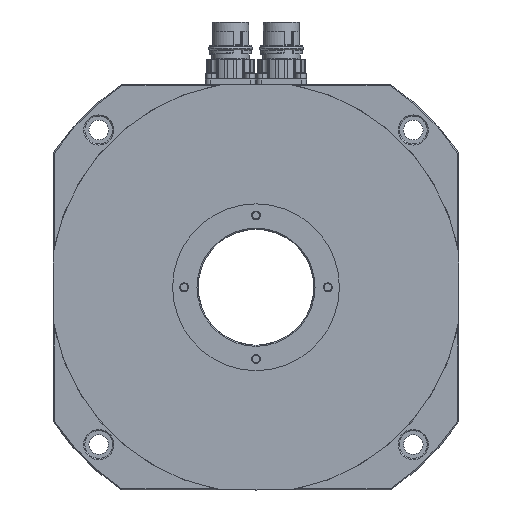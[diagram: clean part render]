
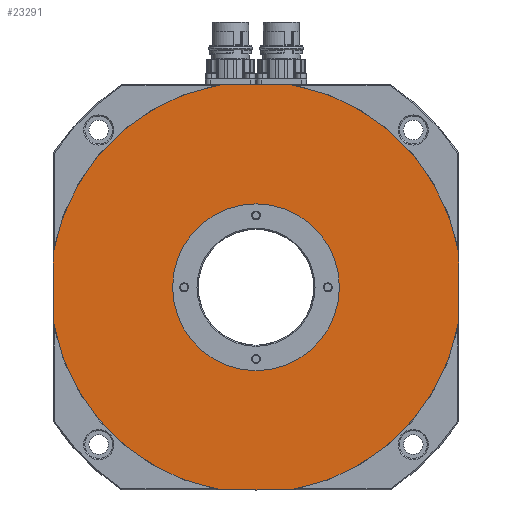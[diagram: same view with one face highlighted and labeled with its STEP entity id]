
A CAD part, left-side view. The second image highlights one B-rep face of the part: STEP entity #23291.
In plain terms, the highlighted planar face has unit normal (-1, 0, 0).
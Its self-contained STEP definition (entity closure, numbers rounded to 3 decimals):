
#2713 = LINE ( 'NONE', #2980, #50067 ) ;
#2980 = CARTESIAN_POINT ( 'NONE',  ( -39.5, -87.5, 87.5 ) ) ;
#5164 = DIRECTION ( 'NONE',  ( -1., 0., 0. ) ) ;
#5463 = EDGE_CURVE ( 'NONE', #52446, #31115, #72905, .T. ) ;
#7085 = EDGE_LOOP ( 'NONE', ( #101038, #104255, #17180, #65629, #40553, #82401, #109026, #67967 ) ) ;
#7118 = VECTOR ( 'NONE', #97830, 1000. ) ;
#10189 = DIRECTION ( 'NONE',  ( -1., 0., 0. ) ) ;
#11362 = DIRECTION ( 'NONE',  ( 0., 0., 1. ) ) ;
#13962 = DIRECTION ( 'NONE',  ( 0., -1., 0. ) ) ;
#15051 = DIRECTION ( 'NONE',  ( -1., 0., 0. ) ) ;
#16553 = DIRECTION ( 'NONE',  ( 0., 0., -1. ) ) ;
#17180 = ORIENTED_EDGE ( 'NONE', *, *, #82674, .T. ) ;
#18053 = PLANE ( 'NONE',  #24064 ) ;
#18065 = CARTESIAN_POINT ( 'NONE',  ( -39.5, -14.843, -87.5 ) ) ;
#21423 = VERTEX_POINT ( 'NONE', #37894 ) ;
#23291 = ADVANCED_FACE ( 'NONE', ( #63307, #60410 ), #18053, .T. ) ;
#24064 = AXIS2_PLACEMENT_3D ( 'NONE', #34788, #116929, #109349 ) ;
#27120 = EDGE_LOOP ( 'NONE', ( #55084, #83313 ) ) ;
#29409 = CARTESIAN_POINT ( 'NONE',  ( -39.5, 0., 0. ) ) ;
#30581 = CARTESIAN_POINT ( 'NONE',  ( -39.5, 0., 0. ) ) ;
#31115 = VERTEX_POINT ( 'NONE', #78735 ) ;
#31260 = EDGE_CURVE ( 'NONE', #84644, #21423, #98097, .T. ) ;
#33018 = CARTESIAN_POINT ( 'NONE',  ( -39.5, 0., 0. ) ) ;
#34776 = AXIS2_PLACEMENT_3D ( 'NONE', #78853, #5164, #105335 ) ;
#34788 = CARTESIAN_POINT ( 'NONE',  ( -39.5, 0., 0. ) ) ;
#35420 = VERTEX_POINT ( 'NONE', #53597 ) ;
#36349 = VECTOR ( 'NONE', #16553, 1000. ) ;
#37331 = EDGE_CURVE ( 'NONE', #98463, #84644, #2713, .T. ) ;
#37853 = VERTEX_POINT ( 'NONE', #99045 ) ;
#37894 = CARTESIAN_POINT ( 'NONE',  ( -39.5, -14.843, 87.5 ) ) ;
#39096 = EDGE_CURVE ( 'NONE', #42544, #98463, #89582, .T. ) ;
#40486 = CARTESIAN_POINT ( 'NONE',  ( -39.5, -87.5, -14.843 ) ) ;
#40553 = ORIENTED_EDGE ( 'NONE', *, *, #47014, .T. ) ;
#41724 = AXIS2_PLACEMENT_3D ( 'NONE', #33018, #15051, #79126 ) ;
#42544 = VERTEX_POINT ( 'NONE', #18065 ) ;
#45122 = VECTOR ( 'NONE', #13962, 1000. ) ;
#47014 = EDGE_CURVE ( 'NONE', #107829, #42544, #50886, .T. ) ;
#50067 = VECTOR ( 'NONE', #102769, 1000. ) ;
#50886 = LINE ( 'NONE', #112929, #45122 ) ;
#51529 = EDGE_CURVE ( 'NONE', #21423, #52446, #55908, .T. ) ;
#52446 = VERTEX_POINT ( 'NONE', #90581 ) ;
#53342 = AXIS2_PLACEMENT_3D ( 'NONE', #65431, #10189, #11362 ) ;
#53597 = CARTESIAN_POINT ( 'NONE',  ( -39.5, 0., -36. ) ) ;
#53605 = LINE ( 'NONE', #59825, #36349 ) ;
#55084 = ORIENTED_EDGE ( 'NONE', *, *, #85765, .F. ) ;
#55908 = LINE ( 'NONE', #98229, #7118 ) ;
#57070 = AXIS2_PLACEMENT_3D ( 'NONE', #30581, #75541, #84681 ) ;
#59825 = CARTESIAN_POINT ( 'NONE',  ( -39.5, 87.5, 87.5 ) ) ;
#60410 = FACE_BOUND ( 'NONE', #27120, .T. ) ;
#61751 = EDGE_CURVE ( 'NONE', #37853, #107829, #97125, .T. ) ;
#63307 = FACE_OUTER_BOUND ( 'NONE', #7085, .T. ) ;
#64727 = DIRECTION ( 'NONE',  ( -1., 0., 0. ) ) ;
#65431 = CARTESIAN_POINT ( 'NONE',  ( -39.5, 0., 0. ) ) ;
#65629 = ORIENTED_EDGE ( 'NONE', *, *, #61751, .T. ) ;
#67636 = AXIS2_PLACEMENT_3D ( 'NONE', #29409, #64727, #111571 ) ;
#67967 = ORIENTED_EDGE ( 'NONE', *, *, #31260, .T. ) ;
#68393 = CIRCLE ( 'NONE', #41724, 36. ) ;
#72891 = DIRECTION ( 'NONE',  ( -1., 0., 0. ) ) ;
#72905 = CIRCLE ( 'NONE', #57070, 88.75 ) ;
#73699 = CARTESIAN_POINT ( 'NONE',  ( -39.5, 0., 0. ) ) ;
#75541 = DIRECTION ( 'NONE',  ( -1., 0., 0. ) ) ;
#78735 = CARTESIAN_POINT ( 'NONE',  ( -39.5, 87.5, 14.843 ) ) ;
#78853 = CARTESIAN_POINT ( 'NONE',  ( -39.5, 0., 0. ) ) ;
#79126 = DIRECTION ( 'NONE',  ( 0., 0., 1. ) ) ;
#82401 = ORIENTED_EDGE ( 'NONE', *, *, #39096, .T. ) ;
#82443 = DIRECTION ( 'NONE',  ( 0., 0., 1. ) ) ;
#82582 = CARTESIAN_POINT ( 'NONE',  ( -39.5, -87.5, 14.843 ) ) ;
#82674 = EDGE_CURVE ( 'NONE', #31115, #37853, #53605, .T. ) ;
#83313 = ORIENTED_EDGE ( 'NONE', *, *, #95991, .F. ) ;
#83585 = CARTESIAN_POINT ( 'NONE',  ( -39.5, 0., 36. ) ) ;
#84644 = VERTEX_POINT ( 'NONE', #82582 ) ;
#84681 = DIRECTION ( 'NONE',  ( 0., 0., 1. ) ) ;
#85765 = EDGE_CURVE ( 'NONE', #35420, #88624, #68393, .T. ) ;
#88624 = VERTEX_POINT ( 'NONE', #83585 ) ;
#89582 = CIRCLE ( 'NONE', #107328, 88.75 ) ;
#90581 = CARTESIAN_POINT ( 'NONE',  ( -39.5, 14.843, 87.5 ) ) ;
#95991 = EDGE_CURVE ( 'NONE', #88624, #35420, #112116, .T. ) ;
#97125 = CIRCLE ( 'NONE', #34776, 88.75 ) ;
#97830 = DIRECTION ( 'NONE',  ( 0., 1., 0. ) ) ;
#98097 = CIRCLE ( 'NONE', #53342, 88.75 ) ;
#98229 = CARTESIAN_POINT ( 'NONE',  ( -39.5, 87.5, 87.5 ) ) ;
#98463 = VERTEX_POINT ( 'NONE', #40486 ) ;
#99045 = CARTESIAN_POINT ( 'NONE',  ( -39.5, 87.5, -14.843 ) ) ;
#101038 = ORIENTED_EDGE ( 'NONE', *, *, #51529, .T. ) ;
#102769 = DIRECTION ( 'NONE',  ( 0., 0., 1. ) ) ;
#104255 = ORIENTED_EDGE ( 'NONE', *, *, #5463, .T. ) ;
#105335 = DIRECTION ( 'NONE',  ( 0., 0., 1. ) ) ;
#107328 = AXIS2_PLACEMENT_3D ( 'NONE', #73699, #72891, #82443 ) ;
#107829 = VERTEX_POINT ( 'NONE', #114392 ) ;
#109026 = ORIENTED_EDGE ( 'NONE', *, *, #37331, .T. ) ;
#109349 = DIRECTION ( 'NONE',  ( 0., 0., 1. ) ) ;
#111571 = DIRECTION ( 'NONE',  ( 0., 0., 1. ) ) ;
#112116 = CIRCLE ( 'NONE', #67636, 36. ) ;
#112929 = CARTESIAN_POINT ( 'NONE',  ( -39.5, 87.5, -87.5 ) ) ;
#114392 = CARTESIAN_POINT ( 'NONE',  ( -39.5, 14.843, -87.5 ) ) ;
#116929 = DIRECTION ( 'NONE',  ( -1., 0., 0. ) ) ;
